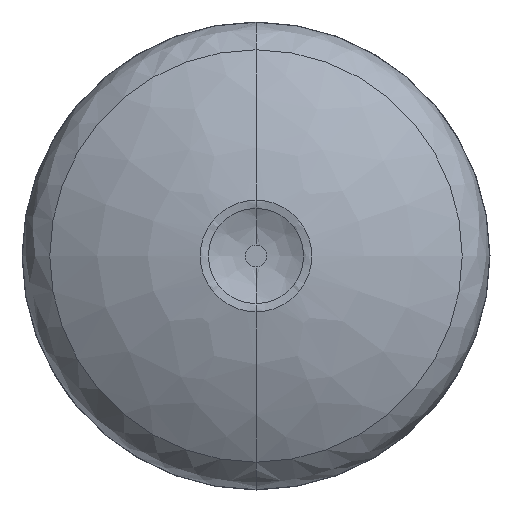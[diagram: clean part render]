
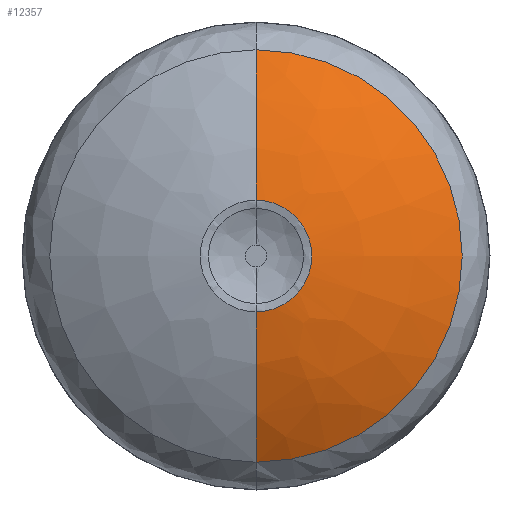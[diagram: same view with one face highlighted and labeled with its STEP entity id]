
A CAD part, front view. The second image highlights one B-rep face of the part: STEP entity #12357.
In plain terms, the highlighted free-form (B-spline) face has degree [3, 3] with [4, 4] control points.
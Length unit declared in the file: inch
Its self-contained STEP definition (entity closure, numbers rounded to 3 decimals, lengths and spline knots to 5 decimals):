
#180 = CARTESIAN_POINT ( 'NONE',  ( 0., -10.81078, -1.50503 ) ) ;
#204 = CARTESIAN_POINT ( 'NONE',  ( 0., -10.81078, 1.50503 ) ) ;
#664 = AXIS2_PLACEMENT_3D ( 'NONE', #6121, #2299, #1066 ) ;
#1066 = DIRECTION ( 'NONE',  ( 0., 0., -1. ) ) ;
#1428 = AXIS2_PLACEMENT_3D ( 'NONE', #13292, #2162, #12071 ) ;
#1517 = CARTESIAN_POINT ( 'NONE',  ( 0., -10.09537, 4.31981 ) ) ;
#1676 = CARTESIAN_POINT ( 'NONE',  ( 0., -10.09537, -4.31981 ) ) ;
#2162 = DIRECTION ( 'NONE',  ( 0., 1., 0. ) ) ;
#2299 = DIRECTION ( 'NONE',  ( -1., 0., 0. ) ) ;
#2830 = CARTESIAN_POINT ( 'NONE',  ( 0., -10.59861, 2.94941 ) ) ;
#3075 = CARTESIAN_POINT ( 'NONE',  ( 11.1165, -9.32239, -5.55825 ) ) ;
#3645 = EDGE_CURVE ( 'NONE', #7088, #13384, #11822, .T. ) ;
#3829 = VERTEX_POINT ( 'NONE', #10580 ) ;
#4135 = CARTESIAN_POINT ( 'NONE',  ( 0., -9.32239, -5.55825 ) ) ;
#4782 = VERTEX_POINT ( 'NONE', #7856 ) ;
#5145 = ORIENTED_EDGE ( 'NONE', *, *, #6239, .T. ) ;
#5202 = FACE_OUTER_BOUND ( 'NONE', #14046, .T. ) ;
#5238 = DIRECTION ( 'NONE',  ( 0., 0., 1. ) ) ;
#5317 = DIRECTION ( 'NONE',  ( 1., 0., 0. ) ) ;
#5521 = CARTESIAN_POINT ( 'NONE',  ( 5.89882, -10.59861, -2.94941 ) ) ;
#6121 = CARTESIAN_POINT ( 'NONE',  ( 0., -0.37164, 0.02848 ) ) ;
#6148 = CIRCLE ( 'NONE', #12086, 5.55825 ) ;
#6239 = EDGE_CURVE ( 'NONE', #3829, #13384, #14414, .T. ) ;
#6649 = CARTESIAN_POINT ( 'NONE',  ( 0., -10.81078, -1.50503 ) ) ;
#6809 = CARTESIAN_POINT ( 'NONE',  ( 0., -9.32239, 5.55825 ) ) ;
#6882 = DIRECTION ( 'NONE',  ( 0., 0., -1. ) ) ;
#7088 = VERTEX_POINT ( 'NONE', #14965 ) ;
#7856 = CARTESIAN_POINT ( 'NONE',  ( 0., -9.32239, 5.55825 ) ) ;
#8024 = CARTESIAN_POINT ( 'NONE',  ( 0., -10.59861, -2.94941 ) ) ;
#8775 = ORIENTED_EDGE ( 'NONE', *, *, #8982, .F. ) ;
#8910 = CARTESIAN_POINT ( 'NONE',  ( 11.1165, -9.32239, 5.55825 ) ) ;
#8982 = EDGE_CURVE ( 'NONE', #4782, #7088, #6148, .T. ) ;
#9069 = CARTESIAN_POINT ( 'NONE',  ( 5.89882, -10.59861, 2.94941 ) ) ;
#9518 = ORIENTED_EDGE ( 'NONE', *, *, #11079, .T. ) ;
#10220 = CARTESIAN_POINT ( 'NONE',  ( 8.63962, -10.09537, 4.31981 ) ) ;
#10383 = CARTESIAN_POINT ( 'NONE',  ( 8.63962, -10.09537, -4.31981 ) ) ;
#10580 = CARTESIAN_POINT ( 'NONE',  ( 0., -10.81078, 1.50503 ) ) ;
#11079 = EDGE_CURVE ( 'NONE', #4782, #3829, #14143, .T. ) ;
#11742 = CARTESIAN_POINT ( 'NONE',  ( 0., -9.32239, 0. ) ) ;
#11822 = CIRCLE ( 'NONE', #664, 10.55118 ) ;
#12071 = DIRECTION ( 'NONE',  ( 0., 0., -1. ) ) ;
#12086 = AXIS2_PLACEMENT_3D ( 'NONE', #11742, #14185, #6882 ) ;
#12357 = ADVANCED_FACE ( 'NONE', ( #5202 ), #12667, .T. ) ;
#12667 =( BOUNDED_SURFACE ( )  B_SPLINE_SURFACE ( 3, 3, ( 
 ( #6809, #8910, #3075, #4135 ),
 ( #1517, #10220, #10383, #1676 ),
 ( #2830, #9069, #5521, #8024 ),
 ( #204, #14027, #13864, #6649 ) ),
 .UNSPECIFIED., .F., .F., .F. ) 
 B_SPLINE_SURFACE_WITH_KNOTS ( ( 4, 4 ),
 ( 4, 4 ),
 ( 0., 1. ),
 ( 0., 1. ),
 .UNSPECIFIED. ) 
 GEOMETRIC_REPRESENTATION_ITEM ( )  RATIONAL_B_SPLINE_SURFACE ( (
 ( 1., 0.333, 0.333, 1.),
 ( 0.986, 0.329, 0.329, 0.986),
 ( 0.986, 0.329, 0.329, 0.986),
 ( 1., 0.333, 0.333, 1.) ) ) 
 REPRESENTATION_ITEM ( '' )  SURFACE ( )  );
#13292 = CARTESIAN_POINT ( 'NONE',  ( 0., -10.81078, 0. ) ) ;
#13362 = AXIS2_PLACEMENT_3D ( 'NONE', #13744, #5317, #5238 ) ;
#13384 = VERTEX_POINT ( 'NONE', #180 ) ;
#13744 = CARTESIAN_POINT ( 'NONE',  ( 0., -0.37164, -0.02848 ) ) ;
#13864 = CARTESIAN_POINT ( 'NONE',  ( 3.01006, -10.81078, -1.50503 ) ) ;
#14027 = CARTESIAN_POINT ( 'NONE',  ( 3.01006, -10.81078, 1.50503 ) ) ;
#14046 = EDGE_LOOP ( 'NONE', ( #8775, #9518, #5145, #15583 ) ) ;
#14143 = CIRCLE ( 'NONE', #13362, 10.55118 ) ;
#14185 = DIRECTION ( 'NONE',  ( 0., 1., 0. ) ) ;
#14414 = CIRCLE ( 'NONE', #1428, 1.50503 ) ;
#14965 = CARTESIAN_POINT ( 'NONE',  ( 0., -9.32239, -5.55825 ) ) ;
#15583 = ORIENTED_EDGE ( 'NONE', *, *, #3645, .F. ) ;
